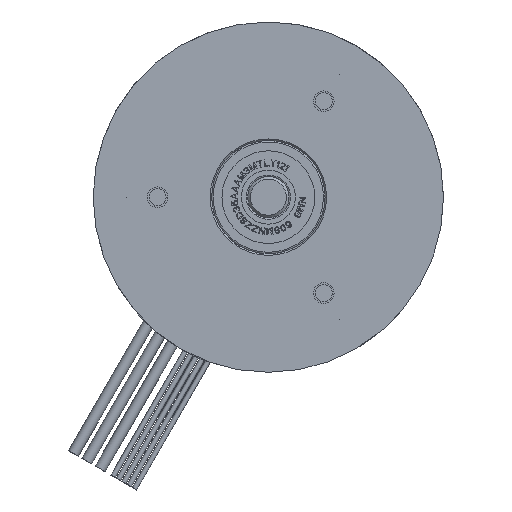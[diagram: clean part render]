
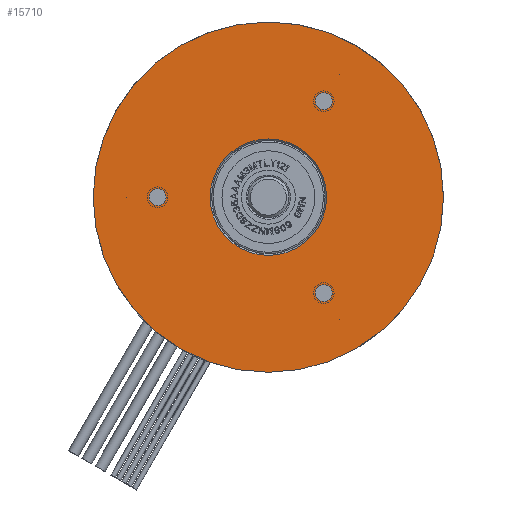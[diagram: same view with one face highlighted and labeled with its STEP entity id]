
A CAD part, front view. The second image highlights one B-rep face of the part: STEP entity #15710.
In plain terms, the highlighted planar face has unit normal (0, -1, 0).
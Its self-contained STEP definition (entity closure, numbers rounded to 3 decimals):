
#4107=FACE_BOUND('',#4975,.T.);
#4108=FACE_BOUND('',#4976,.T.);
#4109=FACE_BOUND('',#4977,.T.);
#4110=FACE_BOUND('',#4978,.T.);
#4184=FACE_OUTER_BOUND('',#4974,.T.);
#4974=EDGE_LOOP('',(#9796,#9797));
#4975=EDGE_LOOP('',(#9798,#9799));
#4976=EDGE_LOOP('',(#9800));
#4977=EDGE_LOOP('',(#9801));
#4978=EDGE_LOOP('',(#9802));
#5841=CIRCLE('',#16526,34.);
#5842=CIRCLE('',#16527,34.);
#5843=CIRCLE('',#16528,11.3);
#5844=CIRCLE('',#16529,11.3);
#5845=CIRCLE('',#16530,1.65);
#5846=CIRCLE('',#16531,1.65);
#5847=CIRCLE('',#16532,1.65);
#6061=VERTEX_POINT('',#21542);
#6062=VERTEX_POINT('',#21543);
#6063=VERTEX_POINT('',#21546);
#6064=VERTEX_POINT('',#21547);
#6065=VERTEX_POINT('',#21550);
#6066=VERTEX_POINT('',#21552);
#6067=VERTEX_POINT('',#21554);
#7571=EDGE_CURVE('',#6061,#6062,#5841,.T.);
#7572=EDGE_CURVE('',#6062,#6061,#5842,.T.);
#7573=EDGE_CURVE('',#6063,#6064,#5843,.T.);
#7574=EDGE_CURVE('',#6064,#6063,#5844,.T.);
#7575=EDGE_CURVE('',#6065,#6065,#5845,.T.);
#7576=EDGE_CURVE('',#6066,#6066,#5846,.T.);
#7577=EDGE_CURVE('',#6067,#6067,#5847,.T.);
#9796=ORIENTED_EDGE('',*,*,#7571,.T.);
#9797=ORIENTED_EDGE('',*,*,#7572,.T.);
#9798=ORIENTED_EDGE('',*,*,#7573,.T.);
#9799=ORIENTED_EDGE('',*,*,#7574,.T.);
#9800=ORIENTED_EDGE('',*,*,#7575,.F.);
#9801=ORIENTED_EDGE('',*,*,#7576,.F.);
#9802=ORIENTED_EDGE('',*,*,#7577,.F.);
#14213=PLANE('',#16525);
#15710=ADVANCED_FACE('',(#4184,#4107,#4108,#4109,#4110),#14213,.F.);
#16525=AXIS2_PLACEMENT_3D('',#21541,#17537,#17538);
#16526=AXIS2_PLACEMENT_3D('',#21544,#17539,#17540);
#16527=AXIS2_PLACEMENT_3D('',#21545,#17541,#17542);
#16528=AXIS2_PLACEMENT_3D('',#21548,#17543,#17544);
#16529=AXIS2_PLACEMENT_3D('',#21549,#17545,#17546);
#16530=AXIS2_PLACEMENT_3D('',#21551,#17547,#17548);
#16531=AXIS2_PLACEMENT_3D('',#21553,#17549,#17550);
#16532=AXIS2_PLACEMENT_3D('',#21555,#17551,#17552);
#17537=DIRECTION('center_axis',(0.,1.,0.));
#17538=DIRECTION('ref_axis',(-1.,0.,0.));
#17539=DIRECTION('center_axis',(0.,-1.,0.));
#17540=DIRECTION('ref_axis',(0.,0.,1.));
#17541=DIRECTION('center_axis',(0.,-1.,0.));
#17542=DIRECTION('ref_axis',(0.,0.,1.));
#17543=DIRECTION('center_axis',(0.,1.,0.));
#17544=DIRECTION('ref_axis',(-1.,0.,0.));
#17545=DIRECTION('center_axis',(0.,1.,0.));
#17546=DIRECTION('ref_axis',(-1.,0.,0.));
#17547=DIRECTION('center_axis',(0.,-1.,0.));
#17548=DIRECTION('ref_axis',(-1.,0.,0.));
#17549=DIRECTION('center_axis',(0.,-1.,0.));
#17550=DIRECTION('ref_axis',(0.5,0.,0.866));
#17551=DIRECTION('center_axis',(0.,-1.,0.));
#17552=DIRECTION('ref_axis',(0.5,0.,-0.866));
#21541=CARTESIAN_POINT('Origin',(0.,0.,0.));
#21542=CARTESIAN_POINT('',(0.,0.,34.));
#21543=CARTESIAN_POINT('',(0.,0.,-34.));
#21544=CARTESIAN_POINT('Origin',(0.,0.,0.));
#21545=CARTESIAN_POINT('Origin',(0.,0.,0.));
#21546=CARTESIAN_POINT('',(-11.3,0.,0.));
#21547=CARTESIAN_POINT('',(0.,0.,
11.3));
#21548=CARTESIAN_POINT('Origin',(0.,0.,0.));
#21549=CARTESIAN_POINT('Origin',(0.,0.,0.));
#21550=CARTESIAN_POINT('',(12.4,0.,18.62));
#21551=CARTESIAN_POINT('Origin',(10.75,0.,18.62));
#21552=CARTESIAN_POINT('',(9.925,0.,-20.048));
#21553=CARTESIAN_POINT('Origin',(10.75,0.,-18.62));
#21554=CARTESIAN_POINT('',(-22.325,0.,1.429));
#21555=CARTESIAN_POINT('Origin',(-21.5,0.,0.));
